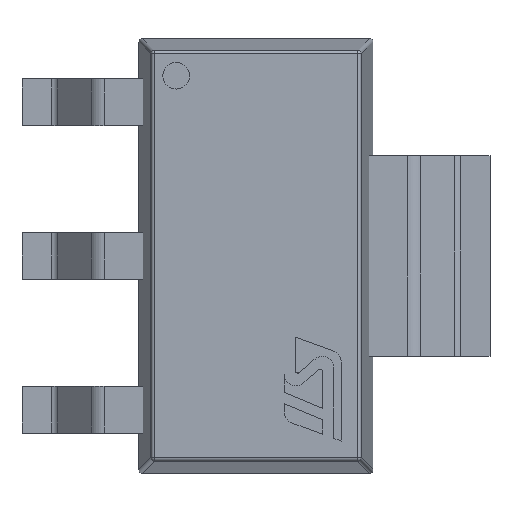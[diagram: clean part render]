
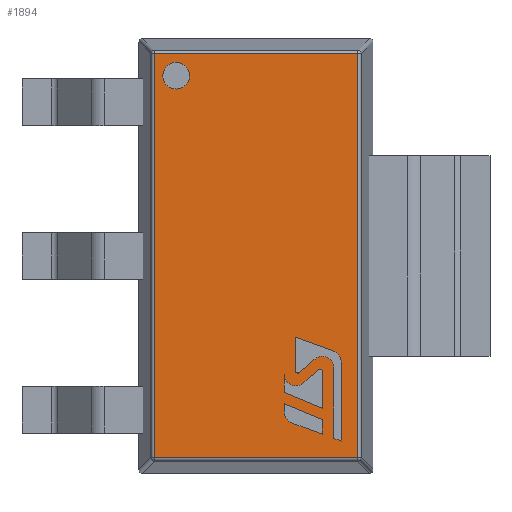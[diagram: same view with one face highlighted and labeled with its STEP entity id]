
A CAD part, top view. The second image highlights one B-rep face of the part: STEP entity #1894.
In plain terms, the highlighted planar face has unit normal (0, 0, 1).
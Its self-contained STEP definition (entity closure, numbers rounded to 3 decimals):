
#52=PLANE('',#2146);
#134=LINE('',#2967,#331);
#140=LINE('',#2986,#337);
#142=LINE('',#2989,#339);
#148=LINE('',#2998,#345);
#331=VECTOR('',#2378,10.);
#337=VECTOR('',#2400,10.);
#339=VECTOR('',#2404,10.);
#345=VECTOR('',#2416,10.);
#585=FACE_OUTER_BOUND('',#704,.T.);
#704=EDGE_LOOP('',(#1419,#1420,#1421,#1422));
#882=VERTEX_POINT('',#2939);
#887=VERTEX_POINT('',#2952);
#890=VERTEX_POINT('',#2959);
#894=VERTEX_POINT('',#2973);
#1073=EDGE_CURVE('',#890,#882,#134,.T.);
#1083=EDGE_CURVE('',#887,#894,#140,.T.);
#1085=EDGE_CURVE('',#894,#890,#142,.T.);
#1091=EDGE_CURVE('',#882,#887,#148,.T.);
#1419=ORIENTED_EDGE('',*,*,#1083,.F.);
#1420=ORIENTED_EDGE('',*,*,#1091,.F.);
#1421=ORIENTED_EDGE('',*,*,#1073,.F.);
#1422=ORIENTED_EDGE('',*,*,#1085,.F.);
#1894=ADVANCED_FACE('',(#585),#52,.T.);
#2146=AXIS2_PLACEMENT_3D('',#3017,#2443,#2444);
#2378=DIRECTION('',(0.,-1.,0.));
#2400=DIRECTION('',(0.,1.,0.));
#2404=DIRECTION('',(1.,0.,0.));
#2416=DIRECTION('',(-1.,0.,0.));
#2443=DIRECTION('center_axis',(0.,0.,1.));
#2444=DIRECTION('ref_axis',(1.,0.,0.));
#2939=CARTESIAN_POINT('',(1.522,-3.022,1.9));
#2952=CARTESIAN_POINT('',(-1.522,-3.022,1.9));
#2959=CARTESIAN_POINT('',(1.522,3.022,1.9));
#2967=CARTESIAN_POINT('',(1.522,0.,1.9));
#2973=CARTESIAN_POINT('',(-1.522,3.022,1.9));
#2986=CARTESIAN_POINT('',(-1.522,0.,1.9));
#2989=CARTESIAN_POINT('',(-1.313,3.022,1.9));
#2998=CARTESIAN_POINT('',(-1.313,-3.022,1.9));
#3017=CARTESIAN_POINT('Origin',(-1.75,0.,1.9));
